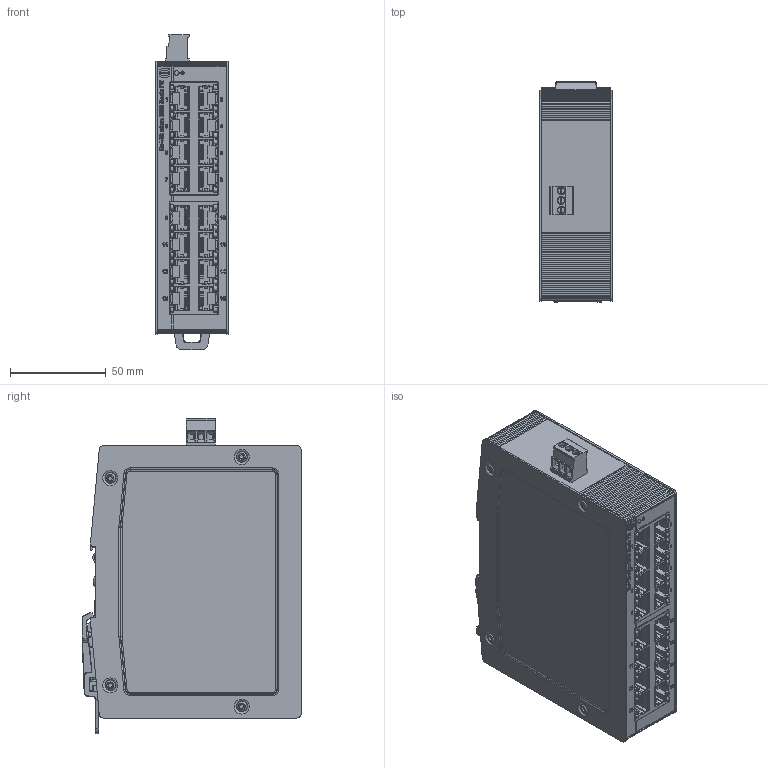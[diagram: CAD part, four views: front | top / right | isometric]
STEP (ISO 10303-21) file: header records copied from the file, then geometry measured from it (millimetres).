
FILE_DESCRIPTION(/* description */ (''),/* implementation_level */ '2;1');
FILE_NAME(/* name */ '100620657ugm000_a.stp',/* time_stamp */ '2015-04-28T10:02:45+02:00',/* author */ (''),/* organization */ (''),/* preprocessor_version */ 'ST-DEVELOPER v15',/* originating_system */ 'SIEMENS PLM Software NX 8.5',/* authorisation */ '');
FILE_SCHEMA (('AUTOMOTIVE_DESIGN { 1 0 10303 214 3 1 1 1 }'));
Products named in the file (1): 100620657ugm000_a
Bounding box: 38 x 114.57 x 164.4 mm (x, y, z)
Volume: 545319.5 mm3; surface area: 68773.7 mm2
Topology: 1 solids, 2 shells, 5369 faces, 13411 edges, 8195 vertices
Faces by surface type: plane 3537, cylinder 1284, extrusion 367, bspline 99, torus 57, cone 23, sphere 2
Full cylindrical faces by diameter (mm): 2.3 x1, 3.2 x1, 4 x3, 5.3 x9, 6.4 x1
Entity records: 211099 total; most frequent: CARTESIAN_POINT 56453, ORIENTED_EDGE 26662, DIRECTION 21508, EDGE_CURVE 13331, VERTEX_POINT 8196, VECTOR 7936, LINE 7569, AXIS2_PLACEMENT_3D 6786
